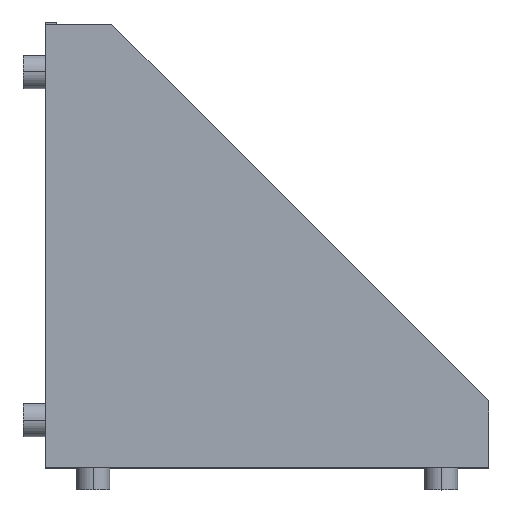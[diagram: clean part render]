
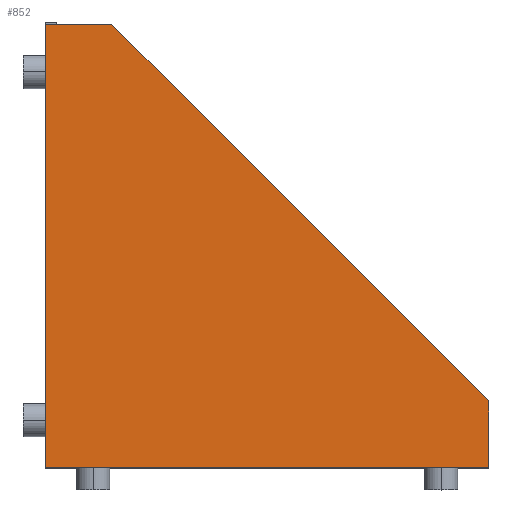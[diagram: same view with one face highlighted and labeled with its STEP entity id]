
A CAD part, top view. The second image highlights one B-rep face of the part: STEP entity #852.
In plain terms, the highlighted planar face has unit normal (0, 0, 1).
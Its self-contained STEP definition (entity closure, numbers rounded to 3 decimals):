
#89 = VECTOR ( 'NONE', #550, 1000. ) ;
#149 = DIRECTION ( 'NONE',  ( 0., 1., 0. ) ) ;
#263 = ORIENTED_EDGE ( 'NONE', *, *, #1168, .T. ) ;
#269 = EDGE_CURVE ( 'NONE', #1453, #600, #390, .T. ) ;
#323 = VERTEX_POINT ( 'NONE', #1163 ) ;
#344 = EDGE_CURVE ( 'NONE', #323, #1453, #1448, .T. ) ;
#390 = LINE ( 'NONE', #695, #899 ) ;
#419 = EDGE_CURVE ( 'NONE', #450, #1662, #774, .T. ) ;
#450 = VERTEX_POINT ( 'NONE', #607 ) ;
#526 = VECTOR ( 'NONE', #583, 1000. ) ;
#550 = DIRECTION ( 'NONE',  ( 0., -1., 0. ) ) ;
#581 = DIRECTION ( 'NONE',  ( 1., 0., 0. ) ) ;
#583 = DIRECTION ( 'NONE',  ( -0.707, 0.707, 0. ) ) ;
#600 = VERTEX_POINT ( 'NONE', #1106 ) ;
#607 = CARTESIAN_POINT ( 'NONE',  ( 20., 3., 0. ) ) ;
#677 = EDGE_LOOP ( 'NONE', ( #1854, #1321, #1733, #263, #1338 ) ) ;
#695 = CARTESIAN_POINT ( 'NONE',  ( 0., 0., 0. ) ) ;
#733 = FACE_OUTER_BOUND ( 'NONE', #677, .T. ) ;
#771 = PLANE ( 'NONE',  #1311 ) ;
#774 = LINE ( 'NONE', #1982, #526 ) ;
#777 = DIRECTION ( 'NONE',  ( -1., 0., 0. ) ) ;
#840 = EDGE_CURVE ( 'NONE', #600, #450, #887, .T. ) ;
#852 = ADVANCED_FACE ( 'NONE', ( #733 ), #771, .T. ) ;
#887 = LINE ( 'NONE', #1669, #1897 ) ;
#899 = VECTOR ( 'NONE', #1639, 1000. ) ;
#915 = CARTESIAN_POINT ( 'NONE',  ( 3., 20., 0. ) ) ;
#1040 = CARTESIAN_POINT ( 'NONE',  ( 0., 20., 0. ) ) ;
#1106 = CARTESIAN_POINT ( 'NONE',  ( 20., 0., 0. ) ) ;
#1136 = CARTESIAN_POINT ( 'NONE',  ( 0., 0., 0. ) ) ;
#1163 = CARTESIAN_POINT ( 'NONE',  ( 0., 20., 0. ) ) ;
#1168 = EDGE_CURVE ( 'NONE', #1662, #323, #1486, .T. ) ;
#1196 = CARTESIAN_POINT ( 'NONE',  ( 0., 0., 0. ) ) ;
#1250 = VECTOR ( 'NONE', #777, 1000. ) ;
#1311 = AXIS2_PLACEMENT_3D ( 'NONE', #1196, #1345, #581 ) ;
#1321 = ORIENTED_EDGE ( 'NONE', *, *, #840, .T. ) ;
#1338 = ORIENTED_EDGE ( 'NONE', *, *, #344, .T. ) ;
#1345 = DIRECTION ( 'NONE',  ( 0., 0., 1. ) ) ;
#1448 = LINE ( 'NONE', #1136, #89 ) ;
#1453 = VERTEX_POINT ( 'NONE', #1468 ) ;
#1468 = CARTESIAN_POINT ( 'NONE',  ( 0., 0., 0. ) ) ;
#1486 = LINE ( 'NONE', #1040, #1250 ) ;
#1639 = DIRECTION ( 'NONE',  ( 1., 0., 0. ) ) ;
#1662 = VERTEX_POINT ( 'NONE', #915 ) ;
#1669 = CARTESIAN_POINT ( 'NONE',  ( 20., 0., 0. ) ) ;
#1733 = ORIENTED_EDGE ( 'NONE', *, *, #419, .T. ) ;
#1854 = ORIENTED_EDGE ( 'NONE', *, *, #269, .T. ) ;
#1897 = VECTOR ( 'NONE', #149, 1000. ) ;
#1982 = CARTESIAN_POINT ( 'NONE',  ( 20., 3., 0. ) ) ;
